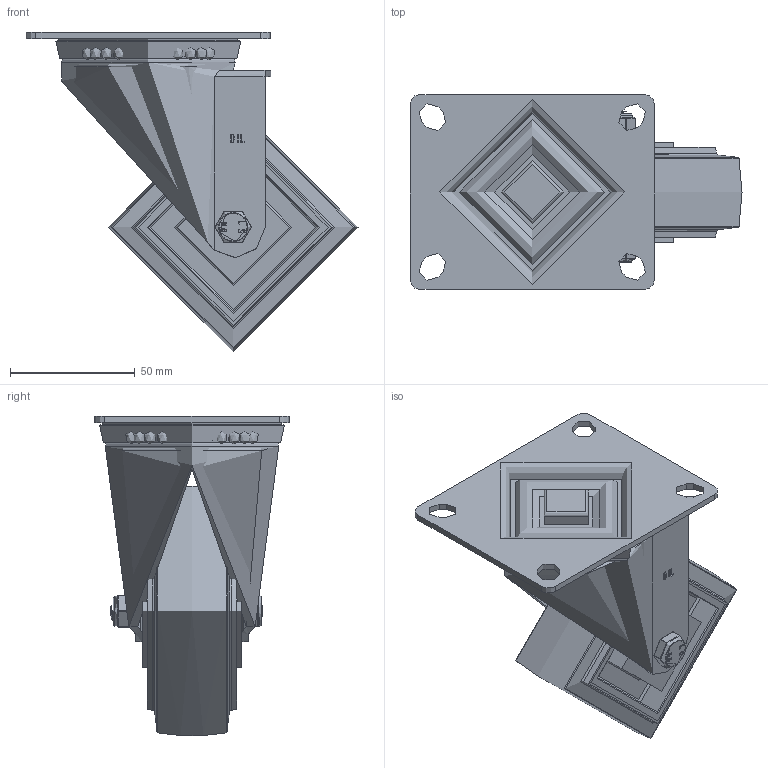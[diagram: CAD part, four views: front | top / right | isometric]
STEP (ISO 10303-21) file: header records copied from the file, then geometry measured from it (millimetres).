
FILE_DESCRIPTION(/* description */ (''),/* implementation_level */ '2;1');
FILE_NAME(/* name */ 'BZGMM100RN.step',/* time_stamp */ '2024-07-03T12:12:42+01:00',/* author */ (''),/* organization */ (''),/* preprocessor_version */ 'ST-DEVELOPER v20',/* originating_system */ 'Autodesk Translation Framework v13.14.0.145',/* authorisation */ '');
FILE_SCHEMA (('AUTOMOTIVE_DESIGN { 1 0 10303 214 3 1 1 }'));
Length unit declared in the file: millimetre
Products named in the file (19): BZGMM100RN; BZGMM100AS - 2 v1; ZINC PLATED, PRESSED STEEL TOP PLATE; ZINC PLATED, PRESSED STEEL TOP PLATE Geometry; Pattern; Component2; ZINC PLATED, PRESSED STEEL FORKS; BEARING SEAL; BZMM100WRN v1; 75 SHORE A ELASTIC RUBBER TYRE; NYLON RIM; TUBEM12X40 v1; ZINC PLATED STEEL TUBE; HEXBOLTM8X55Z8.8 v2; GRADE 8.8 ZINC PLATED BOLT; NYLOCM8Z v1; NYLOC NUT; NUT; RUBBER
Assembly tree (45 placements, depth 5):
  BZGMM100RN
    BZGMM100AS - 2 v1
      ZINC PLATED, PRESSED STEEL TOP PLATE
        ZINC PLATED, PRESSED STEEL TOP PLATE Geometry
        Pattern
          Component2  x28
      ZINC PLATED, PRESSED STEEL FORKS
      BEARING SEAL
    BZMM100WRN v1
      75 SHORE A ELASTIC RUBBER TYRE
      NYLON RIM
    TUBEM12X40 v1
      ZINC PLATED STEEL TUBE
    HEXBOLTM8X55Z8.8 v2
      GRADE 8.8 ZINC PLATED BOLT
    NYLOCM8Z v1
      NYLOC NUT
        NUT
        RUBBER
Bounding box: 133 x 78 x 127.87 mm (x, y, z)
Volume: 297971.3 mm3; surface area: 111479.6 mm2
Topology: 37 solids, 37 shells, 388 faces, 925 edges, 578 vertices
Faces by surface type: cylinder 138, plane 124, sphere 52, bspline 39, torus 26, cone 9
Full cylindrical faces by diameter (mm): 0.664 x2, 6.446 x7, 7.866 x13, 8 x3, 8.2 x2, 8.4 x1, 8.6 x2, 11.5 x1, 11.9 x1, 12.1 x1, 12.2 x1, 25 x2, 26 x1, 30 x2, 45 x2, 47 x1, 64.5 x1, 68 x2, 69.5 x1, 76 x2
Entity records: 16828 total; most frequent: CARTESIAN_POINT 8115, DIRECTION 1710, ORIENTED_EDGE 1672, EDGE_CURVE 836, AXIS2_PLACEMENT_3D 670, VERTEX_POINT 524, EDGE_LOOP 416, LINE 370
